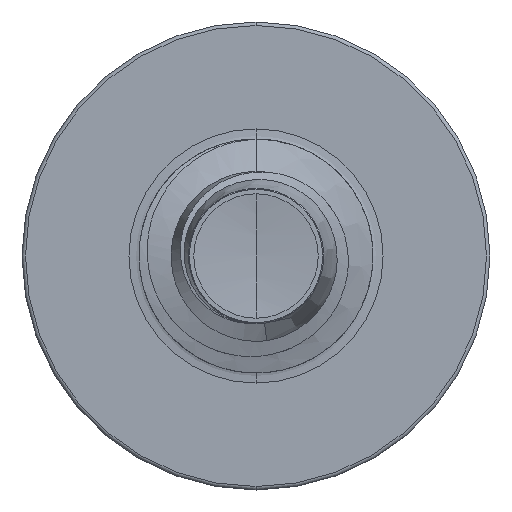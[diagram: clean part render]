
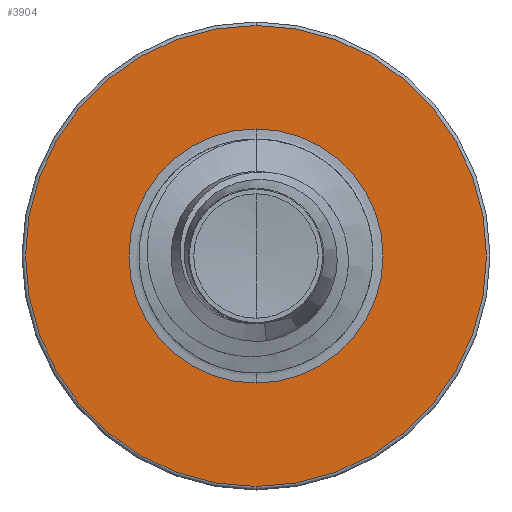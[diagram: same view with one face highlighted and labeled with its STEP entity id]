
A CAD part, front view. The second image highlights one B-rep face of the part: STEP entity #3904.
In plain terms, the highlighted planar face has unit normal (0, -1, 0).
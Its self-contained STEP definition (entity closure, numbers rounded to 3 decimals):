
#343 = CIRCLE ( 'NONE', #2531, 1.086 ) ;
#559 = EDGE_LOOP ( 'NONE', ( #8768, #10530 ) ) ;
#602 = AXIS2_PLACEMENT_3D ( 'NONE', #1230, #1218, #1216 ) ;
#637 = ORIENTED_EDGE ( 'NONE', *, *, #6275, .F. ) ;
#905 = CARTESIAN_POINT ( 'NONE',  ( 0., 5., 1.97 ) ) ;
#1090 = CARTESIAN_POINT ( 'NONE',  ( 0., 5., 0. ) ) ;
#1119 = EDGE_CURVE ( 'NONE', #2408, #8053, #10403, .T. ) ;
#1216 = DIRECTION ( 'NONE',  ( 0., 0., 1. ) ) ;
#1218 = DIRECTION ( 'NONE',  ( 0., 1., 0. ) ) ;
#1230 = CARTESIAN_POINT ( 'NONE',  ( 0., 5., 0. ) ) ;
#1945 = DIRECTION ( 'NONE',  ( 0., 0., 1. ) ) ;
#2396 = CARTESIAN_POINT ( 'NONE',  ( 0., 5., -1.086 ) ) ;
#2408 = VERTEX_POINT ( 'NONE', #8374 ) ;
#2531 = AXIS2_PLACEMENT_3D ( 'NONE', #1090, #6940, #1945 ) ;
#2798 = VERTEX_POINT ( 'NONE', #905 ) ;
#3356 = CARTESIAN_POINT ( 'NONE',  ( 0., 5., -1.97 ) ) ;
#3731 = ORIENTED_EDGE ( 'NONE', *, *, #3961, .F. ) ;
#3904 = ADVANCED_FACE ( 'NONE', ( #4186, #9728 ), #6602, .F. ) ;
#3951 = AXIS2_PLACEMENT_3D ( 'NONE', #4945, #10630, #5793 ) ;
#3961 = EDGE_CURVE ( 'NONE', #5636, #2798, #9478, .T. ) ;
#4113 = DIRECTION ( 'NONE',  ( 0., 1., 0. ) ) ;
#4186 = FACE_OUTER_BOUND ( 'NONE', #9833, .T. ) ;
#4204 = DIRECTION ( 'NONE',  ( 0., 1., 0. ) ) ;
#4941 = CARTESIAN_POINT ( 'NONE',  ( 0., 5., -1.086 ) ) ;
#4945 = CARTESIAN_POINT ( 'NONE',  ( 0., 5., 0. ) ) ;
#5636 = VERTEX_POINT ( 'NONE', #3356 ) ;
#5793 = DIRECTION ( 'NONE',  ( 0., 0., 1. ) ) ;
#6275 = EDGE_CURVE ( 'NONE', #2798, #5636, #6401, .T. ) ;
#6401 = CIRCLE ( 'NONE', #3951, 1.97 ) ;
#6602 = PLANE ( 'NONE',  #10389 ) ;
#6940 = DIRECTION ( 'NONE',  ( 0., 1., 0. ) ) ;
#7419 = DIRECTION ( 'NONE',  ( 0., 0., 1. ) ) ;
#7817 = AXIS2_PLACEMENT_3D ( 'NONE', #9136, #4204, #9944 ) ;
#8053 = VERTEX_POINT ( 'NONE', #2396 ) ;
#8374 = CARTESIAN_POINT ( 'NONE',  ( 0., 5., 1.086 ) ) ;
#8768 = ORIENTED_EDGE ( 'NONE', *, *, #1119, .T. ) ;
#9136 = CARTESIAN_POINT ( 'NONE',  ( 0., 5., 0. ) ) ;
#9478 = CIRCLE ( 'NONE', #7817, 1.97 ) ;
#9728 = FACE_BOUND ( 'NONE', #559, .T. ) ;
#9833 = EDGE_LOOP ( 'NONE', ( #637, #3731 ) ) ;
#9882 = EDGE_CURVE ( 'NONE', #8053, #2408, #343, .T. ) ;
#9944 = DIRECTION ( 'NONE',  ( 0., 0., 1. ) ) ;
#10389 = AXIS2_PLACEMENT_3D ( 'NONE', #4941, #4113, #7419 ) ;
#10403 = CIRCLE ( 'NONE', #602, 1.086 ) ;
#10530 = ORIENTED_EDGE ( 'NONE', *, *, #9882, .T. ) ;
#10630 = DIRECTION ( 'NONE',  ( 0., 1., 0. ) ) ;
